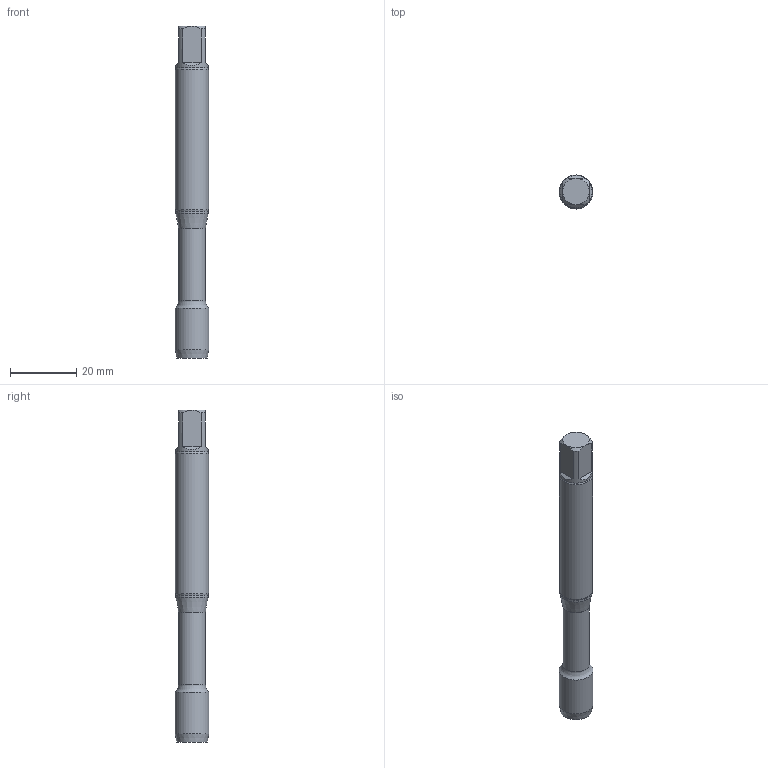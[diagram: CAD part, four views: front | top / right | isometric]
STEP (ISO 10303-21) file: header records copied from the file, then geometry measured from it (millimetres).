
FILE_DESCRIPTION(/* description */ (''),/* implementation_level */ '2;1');
FILE_NAME(/* name */ 'T33B-FSC01E03-10X1.5-65R.stp',/* time_stamp */ '2022-04-11T07:57:35+02:00',/* author */ (''),/* organization */ (''),/* preprocessor_version */ 'ST-DEVELOPER v18.1',/* originating_system */ 'SIEMENS PLM Software NX 2000',/* authorisation */ '');
FILE_SCHEMA (('AUTOMOTIVE_DESIGN { 1 0 10303 214 3 1 1 1 }'));
Length unit declared in the file: millimetre
Products named in the file (1): AGU47685FD25tpb
Bounding box: 10.23 x 10.23 x 100 mm (x, y, z)
Volume: 6975.1 mm3; surface area: 3269.6 mm2
Topology: 2 solids, 2 shells, 27 faces, 60 edges, 41 vertices
Faces by surface type: plane 12, cone 6, cylinder 5, torus 4
Full cylindrical faces by diameter (mm): 8.1 x1, 9.7 x2, 10 x1, 10.235 x1
Entity records: 767 total; most frequent: CARTESIAN_POINT 153, DIRECTION 122, ORIENTED_EDGE 88, AXIS2_PLACEMENT_3D 55, EDGE_CURVE 44, EDGE_LOOP 38, VERTEX_POINT 32, ADVANCED_FACE 27
